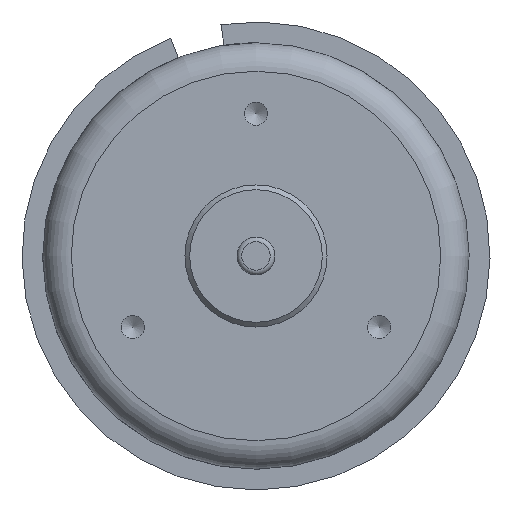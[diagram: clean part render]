
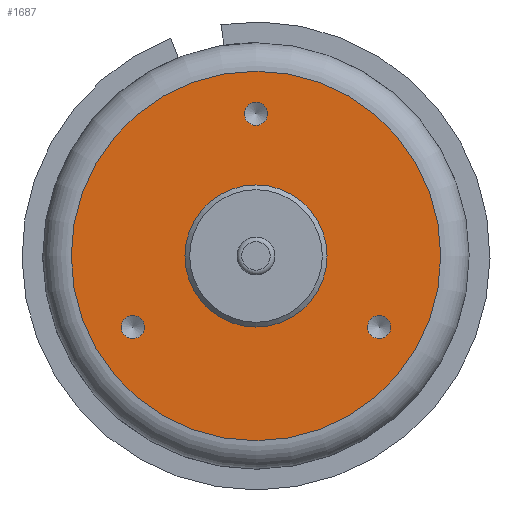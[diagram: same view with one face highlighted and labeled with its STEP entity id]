
A CAD part, front view. The second image highlights one B-rep face of the part: STEP entity #1687.
In plain terms, the highlighted planar face has unit normal (0, -1, 0).
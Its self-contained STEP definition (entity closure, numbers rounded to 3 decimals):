
#1331=CARTESIAN_POINT('',(-11.761,0.0,-7.5));
#1332=VERTEX_POINT('',#1331);
#1333=CARTESIAN_POINT('',(-12.99,0.0,-7.5));
#1334=DIRECTION('',(0.0,1.0,0.0));
#1335=DIRECTION('',(1.0,0.0,0.0));
#1336=AXIS2_PLACEMENT_3D('',#1333,#1334,#1335);
#1337=CIRCLE('',#1336,1.23);
#1338=EDGE_CURVE('',#1332,#1332,#1337,.T.);
#1410=CARTESIAN_POINT('',(1.23,0.0,15.0));
#1411=VERTEX_POINT('',#1410);
#1412=CARTESIAN_POINT('',(0.0,0.0,15.0));
#1413=DIRECTION('',(0.0,1.0,0.0));
#1414=DIRECTION('',(1.0,0.0,0.0));
#1415=AXIS2_PLACEMENT_3D('',#1412,#1413,#1414);
#1416=CIRCLE('',#1415,1.23);
#1417=EDGE_CURVE('',#1411,#1411,#1416,.T.);
#1489=CARTESIAN_POINT('',(14.22,0.0,-7.5));
#1490=VERTEX_POINT('',#1489);
#1491=CARTESIAN_POINT('',(12.99,0.0,-7.5));
#1492=DIRECTION('',(0.0,1.0,0.0));
#1493=DIRECTION('',(1.0,0.0,0.0));
#1494=AXIS2_PLACEMENT_3D('',#1491,#1492,#1493);
#1495=CIRCLE('',#1494,1.23);
#1496=EDGE_CURVE('',#1490,#1490,#1495,.T.);
#1594=CARTESIAN_POINT('',(7.5,0.0,0.));
#1595=VERTEX_POINT('',#1594);
#1596=CARTESIAN_POINT('',(0.0,0.0,0.0));
#1597=DIRECTION('',(0.0,1.0,0.0));
#1598=DIRECTION('',(-1.0,0.0,0.0));
#1599=AXIS2_PLACEMENT_3D('',#1596,#1597,#1598);
#1600=CIRCLE('',#1599,7.5);
#1601=EDGE_CURVE('',#1595,#1595,#1600,.T.);
#1637=CARTESIAN_POINT('',(-19.5,0.0,0.));
#1638=VERTEX_POINT('',#1637);
#1639=CARTESIAN_POINT('',(0.0,0.0,0.0));
#1640=DIRECTION('',(0.0,1.0,0.0));
#1641=DIRECTION('',(1.0,0.0,0.0));
#1642=AXIS2_PLACEMENT_3D('',#1639,#1640,#1641);
#1643=CIRCLE('',#1642,19.5);
#1644=EDGE_CURVE('',#1638,#1638,#1643,.T.);
#1667=CARTESIAN_POINT('',(0.0,0.0,0.0));
#1668=DIRECTION('',(0.0,-1.0,0.0));
#1669=DIRECTION('',(0.0,0.0,-1.0));
#1670=AXIS2_PLACEMENT_3D('',#1667,#1668,#1669);
#1671=PLANE('',#1670);
#1672=ORIENTED_EDGE('',*,*,#1644,.F.);
#1673=EDGE_LOOP('',(#1672));
#1674=FACE_OUTER_BOUND('',#1673,.T.);
#1675=ORIENTED_EDGE('',*,*,#1338,.T.);
#1676=EDGE_LOOP('',(#1675));
#1677=FACE_BOUND('',#1676,.T.);
#1678=ORIENTED_EDGE('',*,*,#1417,.T.);
#1679=EDGE_LOOP('',(#1678));
#1680=FACE_BOUND('',#1679,.T.);
#1681=ORIENTED_EDGE('',*,*,#1496,.T.);
#1682=EDGE_LOOP('',(#1681));
#1683=FACE_BOUND('',#1682,.T.);
#1684=ORIENTED_EDGE('',*,*,#1601,.T.);
#1685=EDGE_LOOP('',(#1684));
#1686=FACE_BOUND('',#1685,.T.);
#1687=ADVANCED_FACE('',(#1674,#1677,#1680,#1683,#1686),#1671,.T.);
